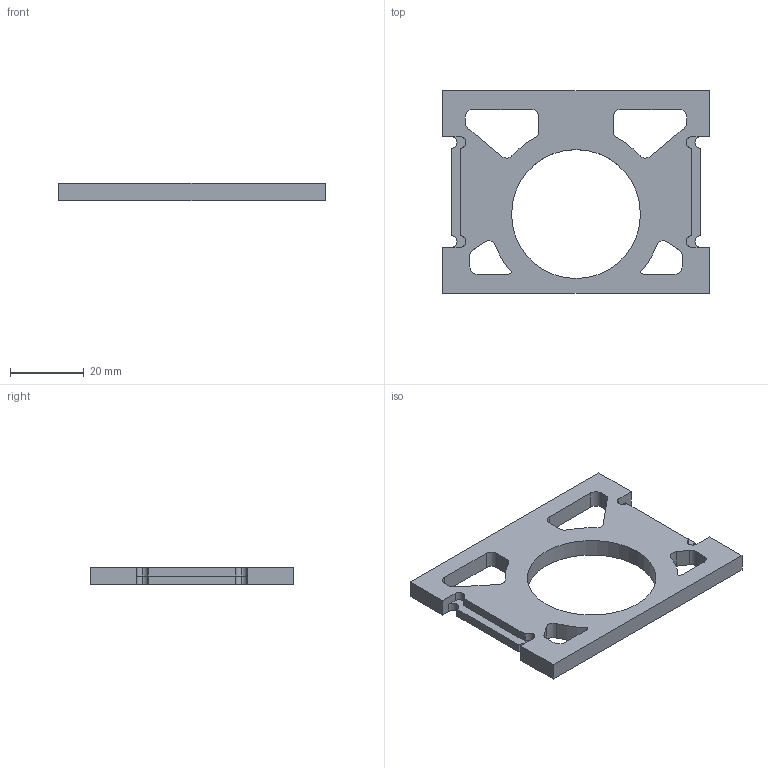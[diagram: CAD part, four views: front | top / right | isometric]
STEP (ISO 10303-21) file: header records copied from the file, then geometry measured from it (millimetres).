
FILE_DESCRIPTION (( 'STEP AP214' ), '1' );
FILE_NAME ('motor_mount_back_linear_tapp_v3.step', '2023-05-17T11:18:13', ( '' ), ( '' ), 'SwSTEP 2.0', 'SolidWorks 2022', '' );
FILE_SCHEMA (( 'AUTOMOTIVE_DESIGN' ));
Length unit declared in the file: millimetre
Products named in the file (1): motor_mount_back_linear_tapp_v3
Bounding box: 72.5 x 55 x 4.8 mm (x, y, z)
Volume: 10920.3 mm3; surface area: 7395.8 mm2
Topology: 1 solids, 1 shells, 68 faces, 198 edges, 132 vertices
Faces by surface type: cylinder 36, plane 32
Entity records: 2328 total; most frequent: DIRECTION 408, CARTESIAN_POINT 399, ORIENTED_EDGE 396, EDGE_CURVE 198, AXIS2_PLACEMENT_3D 141, VERTEX_POINT 132, LINE 126, VECTOR 126
